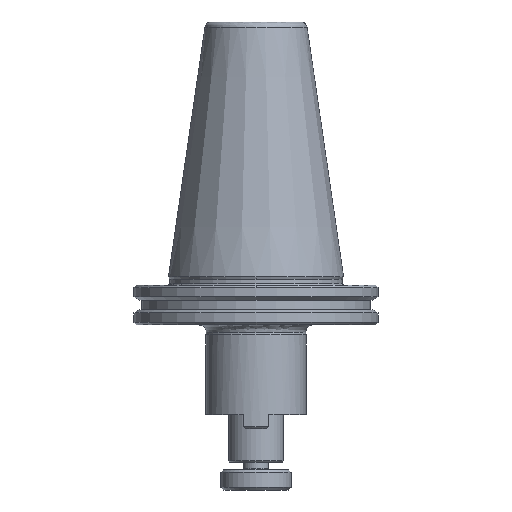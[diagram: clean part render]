
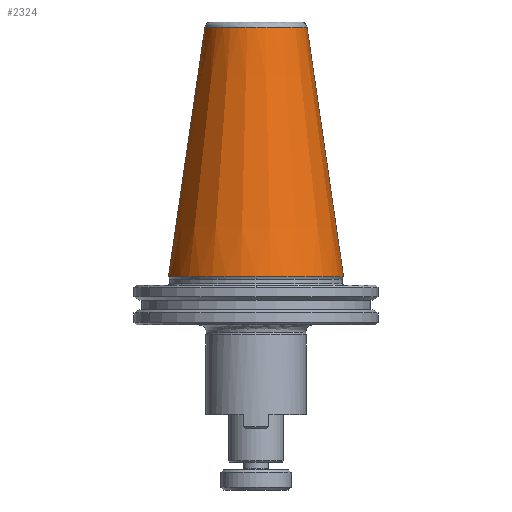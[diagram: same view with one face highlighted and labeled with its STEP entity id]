
A CAD part, front view. The second image highlights one B-rep face of the part: STEP entity #2324.
In plain terms, the highlighted conical face has half-angle 8.297 degrees and reference radius 34.925 mm.
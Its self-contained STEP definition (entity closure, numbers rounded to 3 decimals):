
#145 = EDGE_LOOP ( 'NONE', ( #2560, #485, #1023, #1079, #2770 ) ) ;
#206 = VERTEX_POINT ( 'NONE', #1454 ) ;
#353 = CIRCLE ( 'NONE', #973, 34.925 ) ;
#365 = DIRECTION ( 'NONE',  ( -1., 0., 0. ) ) ;
#367 = EDGE_CURVE ( 'NONE', #944, #2564, #2136, .T. ) ;
#373 = DIRECTION ( 'NONE',  ( 0., 0., -1. ) ) ;
#382 = CARTESIAN_POINT ( 'NONE',  ( 89.44, 102.423, 198.262 ) ) ;
#443 = VERTEX_POINT ( 'NONE', #671 ) ;
#485 = ORIENTED_EDGE ( 'NONE', *, *, #519, .T. ) ;
#519 = EDGE_CURVE ( 'NONE', #944, #1264, #2172, .T. ) ;
#541 = CARTESIAN_POINT ( 'NONE',  ( 109.838, 102.423, 198.262 ) ) ;
#660 = AXIS2_PLACEMENT_3D ( 'NONE', #2251, #2228, #2260 ) ;
#671 = CARTESIAN_POINT ( 'NONE',  ( 89.44, 67.498, 98.651 ) ) ;
#715 = EDGE_CURVE ( 'NONE', #443, #2564, #1225, .T. ) ;
#873 = DIRECTION ( 'NONE',  ( 0.144, 0., -0.99 ) ) ;
#883 = CARTESIAN_POINT ( 'NONE',  ( 124.365, 102.423, 98.651 ) ) ;
#935 = CARTESIAN_POINT ( 'NONE',  ( 89.44, 102.423, 98.651 ) ) ;
#944 = VERTEX_POINT ( 'NONE', #541 ) ;
#973 = AXIS2_PLACEMENT_3D ( 'NONE', #1908, #1919, #1236 ) ;
#1023 = ORIENTED_EDGE ( 'NONE', *, *, #1553, .T. ) ;
#1079 = ORIENTED_EDGE ( 'NONE', *, *, #2887, .T. ) ;
#1119 = AXIS2_PLACEMENT_3D ( 'NONE', #382, #373, #365 ) ;
#1225 = CIRCLE ( 'NONE', #1251, 34.925 ) ;
#1236 = DIRECTION ( 'NONE',  ( -1., 0., 0. ) ) ;
#1251 = AXIS2_PLACEMENT_3D ( 'NONE', #935, #1432, #1333 ) ;
#1264 = VERTEX_POINT ( 'NONE', #2699 ) ;
#1333 = DIRECTION ( 'NONE',  ( -1., 0., 0. ) ) ;
#1334 = CARTESIAN_POINT ( 'NONE',  ( 124.365, 102.423, 98.651 ) ) ;
#1432 = DIRECTION ( 'NONE',  ( 0., 0., 1. ) ) ;
#1454 = CARTESIAN_POINT ( 'NONE',  ( 54.515, 102.423, 98.651 ) ) ;
#1459 = LINE ( 'NONE', #1529, #2069 ) ;
#1529 = CARTESIAN_POINT ( 'NONE',  ( 54.515, 102.423, 98.651 ) ) ;
#1553 = EDGE_CURVE ( 'NONE', #1264, #206, #1459, .T. ) ;
#1908 = CARTESIAN_POINT ( 'NONE',  ( 89.44, 102.423, 98.651 ) ) ;
#1919 = DIRECTION ( 'NONE',  ( 0., 0., 1. ) ) ;
#2029 = DIRECTION ( 'NONE',  ( -0.144, 0., -0.99 ) ) ;
#2069 = VECTOR ( 'NONE', #2029, 1000. ) ;
#2136 = LINE ( 'NONE', #883, #2749 ) ;
#2172 = CIRCLE ( 'NONE', #1119, 20.398 ) ;
#2228 = DIRECTION ( 'NONE',  ( 0., 0., -1. ) ) ;
#2251 = CARTESIAN_POINT ( 'NONE',  ( 89.44, 102.423, 98.651 ) ) ;
#2260 = DIRECTION ( 'NONE',  ( -1., 0., 0. ) ) ;
#2324 = ADVANCED_FACE ( 'NONE', ( #2859 ), #2598, .T. ) ;
#2560 = ORIENTED_EDGE ( 'NONE', *, *, #367, .F. ) ;
#2564 = VERTEX_POINT ( 'NONE', #1334 ) ;
#2598 = CONICAL_SURFACE ( 'NONE', #660, 34.925, 0.145 ) ;
#2699 = CARTESIAN_POINT ( 'NONE',  ( 69.042, 102.423, 198.262 ) ) ;
#2749 = VECTOR ( 'NONE', #873, 1000. ) ;
#2770 = ORIENTED_EDGE ( 'NONE', *, *, #715, .T. ) ;
#2859 = FACE_OUTER_BOUND ( 'NONE', #145, .T. ) ;
#2887 = EDGE_CURVE ( 'NONE', #206, #443, #353, .T. ) ;
